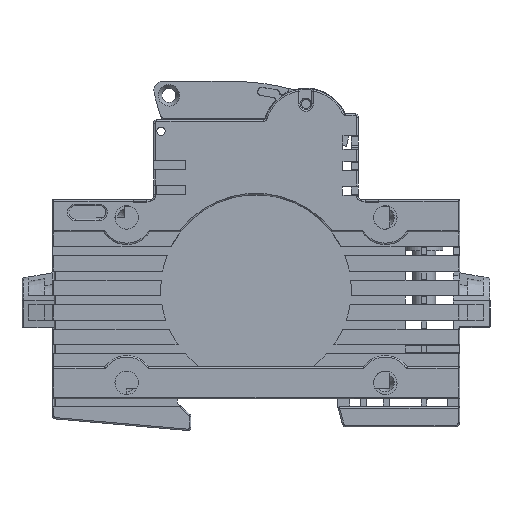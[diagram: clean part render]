
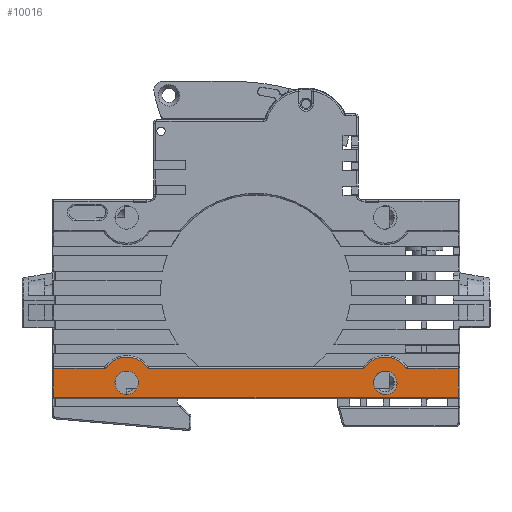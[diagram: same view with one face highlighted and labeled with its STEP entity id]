
A CAD part, left-side view. The second image highlights one B-rep face of the part: STEP entity #10016.
In plain terms, the highlighted planar face has unit normal (-1, 0, 0).
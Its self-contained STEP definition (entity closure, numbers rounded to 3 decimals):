
#8866=PLANE('',#37977);
#9420=FACE_BOUND('',#13303,.T.);
#9421=FACE_BOUND('',#13304,.T.);
#9422=FACE_BOUND('',#13305,.T.);
#10016=ADVANCED_FACE('113765',(#9420,#9421,#9422),#8866,.T.);
#13303=EDGE_LOOP('',(#18019));
#13304=EDGE_LOOP('',(#18020));
#13305=EDGE_LOOP('',(#18021,#18022,#18023,#18024,#18025,#18026,#18027,#18028));
#14711=CIRCLE('',#37906,5.7);
#14712=CIRCLE('',#37909,5.7);
#14727=CIRCLE('',#37969,2.6);
#14731=CIRCLE('',#37976,2.6);
#18019=ORIENTED_EDGE('',*,*,#27734,.T.);
#18020=ORIENTED_EDGE('',*,*,#27724,.T.);
#18021=ORIENTED_EDGE('',*,*,#27639,.T.);
#18022=ORIENTED_EDGE('',*,*,#27637,.F.);
#18023=ORIENTED_EDGE('',*,*,#27635,.T.);
#18024=ORIENTED_EDGE('',*,*,#27633,.F.);
#18025=ORIENTED_EDGE('',*,*,#27629,.F.);
#18026=ORIENTED_EDGE('',*,*,#27660,.F.);
#18027=ORIENTED_EDGE('',*,*,#27735,.F.);
#18028=ORIENTED_EDGE('',*,*,#27641,.F.);
#24586=VERTEX_POINT('',#51479);
#24587=VERTEX_POINT('',#51480);
#24589=VERTEX_POINT('',#51487);
#24590=VERTEX_POINT('',#51496);
#24591=VERTEX_POINT('',#51505);
#24592=VERTEX_POINT('',#51514);
#24593=VERTEX_POINT('',#51523);
#24604=VERTEX_POINT('',#51560);
#24635=VERTEX_POINT('',#51708);
#24643=VERTEX_POINT('',#51740);
#27629=EDGE_CURVE('103011',#24586,#24587,#31046,.T.);
#27633=EDGE_CURVE('103009',#24587,#24589,#31048,.T.);
#27635=EDGE_CURVE('95164',#24590,#24589,#14711,.T.);
#27637=EDGE_CURVE('95159',#24590,#24591,#31049,.T.);
#27639=EDGE_CURVE('95167',#24592,#24591,#14712,.T.);
#27641=EDGE_CURVE('95169',#24592,#24593,#31050,.T.);
#27660=EDGE_CURVE('103012',#24604,#24586,#31064,.T.);
#27724=EDGE_CURVE('95157',#24635,#24635,#14727,.T.);
#27734=EDGE_CURVE('95153',#24643,#24643,#14731,.T.);
#27735=EDGE_CURVE('95555',#24593,#24604,#31110,.T.);
#31046=LINE('',#51478,#33497);
#31048=LINE('',#51486,#33499);
#31049=LINE('',#51504,#33500);
#31050=LINE('',#51522,#33501);
#31064=LINE('',#51559,#33515);
#31110=LINE('',#51741,#33561);
#33497=VECTOR('',#42221,1.);
#33499=VECTOR('',#42229,1.);
#33500=VECTOR('',#42236,1.);
#33501=VECTOR('',#42243,1.);
#33515=VECTOR('',#42281,1.);
#33561=VECTOR('',#42435,1.);
#37906=AXIS2_PLACEMENT_3D('',#51495,#42232,#42233);
#37909=AXIS2_PLACEMENT_3D('',#51513,#42239,#42240);
#37969=AXIS2_PLACEMENT_3D('',#51707,#42414,#42415);
#37976=AXIS2_PLACEMENT_3D('',#51739,#42433,#42434);
#37977=AXIS2_PLACEMENT_3D('',#51742,#42436,#42437);
#42221=DIRECTION('',(0.,0.,1.));
#42229=DIRECTION('',(0.,-1.,0.));
#42232=DIRECTION('',(-1.,0.,0.));
#42233=DIRECTION('',(0.,0.,1.));
#42236=DIRECTION('',(0.,-1.,0.));
#42239=DIRECTION('',(-1.,0.,0.));
#42240=DIRECTION('',(0.,0.,1.));
#42243=DIRECTION('',(0.,-1.,0.));
#42281=DIRECTION('',(0.,1.,0.));
#42414=DIRECTION('',(1.,0.,0.));
#42415=DIRECTION('',(0.,0.,1.));
#42433=DIRECTION('',(1.,0.,0.));
#42434=DIRECTION('',(0.,0.,1.));
#42435=DIRECTION('',(0.,0.,-1.));
#42436=DIRECTION('',(-1.,0.,0.));
#42437=DIRECTION('',(0.,-1.,0.));
#51478=CARTESIAN_POINT('',(-13.4,57.9,-32.003));
#51479=CARTESIAN_POINT('',(-13.4,57.9,-62.648));
#51480=CARTESIAN_POINT('',(-13.4,57.9,-56.253));
#51486=CARTESIAN_POINT('',(-13.4,13.3,-56.253));
#51487=CARTESIAN_POINT('',(-13.4,46.517,-56.253));
#51495=CARTESIAN_POINT('',(-13.4,41.8,-59.453));
#51496=CARTESIAN_POINT('',(-13.4,37.083,-56.253));
#51504=CARTESIAN_POINT('',(-13.4,13.3,-56.253));
#51505=CARTESIAN_POINT('',(-13.4,-10.483,-56.253));
#51513=CARTESIAN_POINT('',(-13.4,-15.2,-59.453));
#51514=CARTESIAN_POINT('',(-13.4,-19.917,-56.253));
#51522=CARTESIAN_POINT('',(-13.4,-19.917,-56.253));
#51523=CARTESIAN_POINT('',(-13.4,-31.3,-56.253));
#51559=CARTESIAN_POINT('',(-13.4,-31.3,-62.648));
#51560=CARTESIAN_POINT('',(-13.4,-31.3,-62.648));
#51707=CARTESIAN_POINT('',(-13.4,41.8,-59.453));
#51708=CARTESIAN_POINT('',(-13.4,41.8,-56.853));
#51739=CARTESIAN_POINT('',(-13.4,-15.2,-59.453));
#51740=CARTESIAN_POINT('',(-13.4,-15.2,-56.853));
#51741=CARTESIAN_POINT('',(-13.4,-31.3,-56.253));
#51742=CARTESIAN_POINT('',(-13.4,13.3,-62.953));
